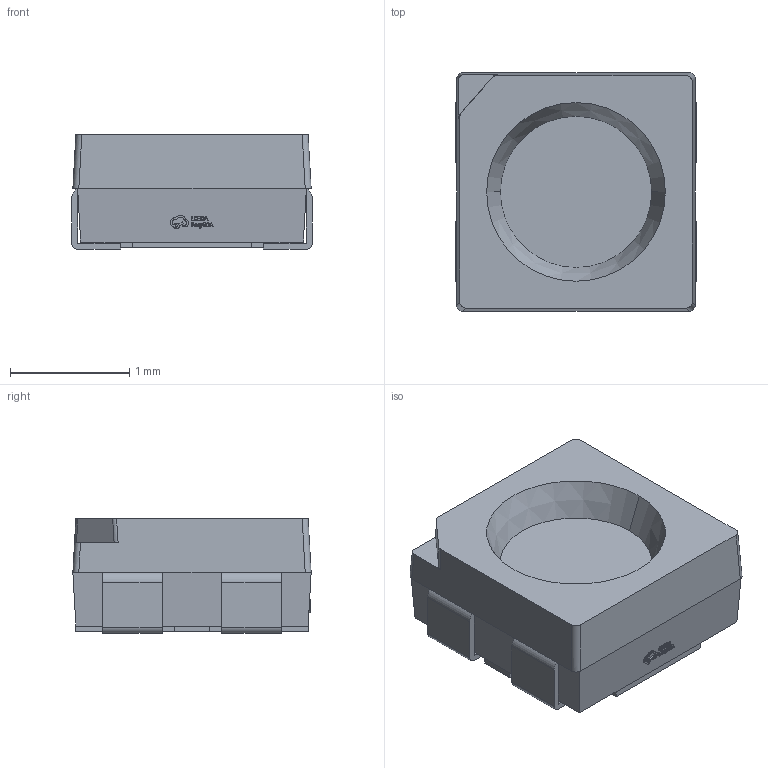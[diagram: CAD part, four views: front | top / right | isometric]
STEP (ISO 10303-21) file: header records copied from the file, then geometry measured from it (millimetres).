
FILE_DESCRIPTION (( 'STEP AP214' ), '1' );
FILE_NAME ('LED-SMD_4P-L2.0-W2.0_FZ_2020.STEP', '2024-07-27T07:39:39', ( '' ), ( '' ), 'SwSTEP 2.0', 'SolidWorks 2020', '' );
FILE_SCHEMA (( 'AUTOMOTIVE_DESIGN' ));
Length unit declared in the file: millimetre
Products named in the file (1): LED-SMD_4P-L2.0-W2.0_FZ_2020
Bounding box: 2.02 x 2 x 0.96 mm (x, y, z)
Volume: 3.1 mm3; surface area: 20 mm2
Topology: 5 solids, 5 shells, 304 faces, 811 edges, 538 vertices
Faces by surface type: plane 188, bspline 98, cylinder 14, cone 4
Entity records: 13303 total; most frequent: CARTESIAN_POINT 3026, ORIENTED_EDGE 1622, DIRECTION 1027, EDGE_CURVE 811, LINE 565, VECTOR 565, VERTEX_POINT 538, EDGE_LOOP 325
